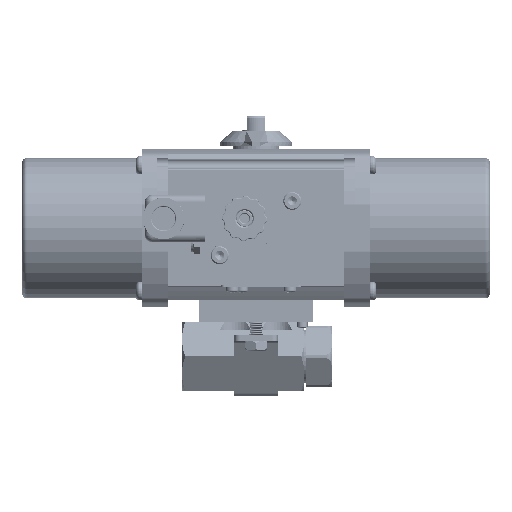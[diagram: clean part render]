
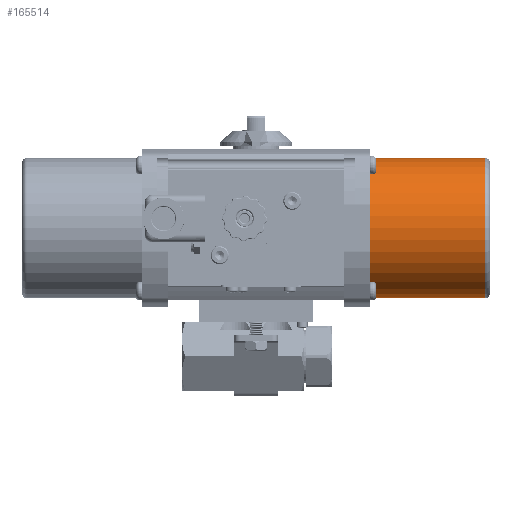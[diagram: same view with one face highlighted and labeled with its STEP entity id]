
A CAD part, top view. The second image highlights one B-rep face of the part: STEP entity #165514.
In plain terms, the highlighted cylindrical face has radius 30.963 mm (diameter 61.925 mm), a partial arc.
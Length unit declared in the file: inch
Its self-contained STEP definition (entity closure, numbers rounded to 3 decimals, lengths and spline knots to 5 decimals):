
#2398 = CARTESIAN_POINT ( 'NONE',  ( 1.8575, 3.4485, 0. ) ) ;
#16112 = DIRECTION ( 'NONE',  ( -1., 0., 0. ) ) ;
#18938 = LINE ( 'NONE', #180245, #58421 ) ;
#25175 = FACE_OUTER_BOUND ( 'NONE', #88197, .T. ) ;
#26952 = CIRCLE ( 'NONE', #118804, 1.219 ) ;
#31160 = AXIS2_PLACEMENT_3D ( 'NONE', #153443, #123450, #168466 ) ;
#34566 = CARTESIAN_POINT ( 'NONE',  ( 3.9725, 3.4485, 0. ) ) ;
#41353 = ORIENTED_EDGE ( 'NONE', *, *, #129371, .T. ) ;
#44301 = VERTEX_POINT ( 'NONE', #34566 ) ;
#46132 = DIRECTION ( 'NONE',  ( 1., 0., 0. ) ) ;
#46658 = VERTEX_POINT ( 'NONE', #2398 ) ;
#48458 = VECTOR ( 'NONE', #176260, 39.37008 ) ;
#58421 = VECTOR ( 'NONE', #16112, 39.37008 ) ;
#62437 = CARTESIAN_POINT ( 'NONE',  ( 1.8575, 1.0105, 0. ) ) ;
#71281 = CARTESIAN_POINT ( 'NONE',  ( 1.7145, 3.4485, 0. ) ) ;
#72286 = DIRECTION ( 'NONE',  ( -1., 0., 0. ) ) ;
#84264 = CARTESIAN_POINT ( 'NONE',  ( 3.9725, 1.0105, 0. ) ) ;
#88197 = EDGE_LOOP ( 'NONE', ( #140946, #95968, #41353, #129898 ) ) ;
#94862 = EDGE_CURVE ( 'NONE', #46658, #166646, #26952, .T. ) ;
#95968 = ORIENTED_EDGE ( 'NONE', *, *, #104794, .T. ) ;
#99589 = CYLINDRICAL_SURFACE ( 'NONE', #31160, 1.219 ) ;
#104794 = EDGE_CURVE ( 'NONE', #161456, #44301, #162087, .T. ) ;
#118804 = AXIS2_PLACEMENT_3D ( 'NONE', #135341, #46132, #150316 ) ;
#123450 = DIRECTION ( 'NONE',  ( -1., 0., 0. ) ) ;
#127641 = LINE ( 'NONE', #71281, #48458 ) ;
#129371 = EDGE_CURVE ( 'NONE', #44301, #46658, #127641, .T. ) ;
#129898 = ORIENTED_EDGE ( 'NONE', *, *, #94862, .T. ) ;
#135341 = CARTESIAN_POINT ( 'NONE',  ( 1.8575, 2.2295, 0. ) ) ;
#140946 = ORIENTED_EDGE ( 'NONE', *, *, #143132, .F. ) ;
#143132 = EDGE_CURVE ( 'NONE', #161456, #166646, #18938, .T. ) ;
#150316 = DIRECTION ( 'NONE',  ( 0., -1., 0. ) ) ;
#153443 = CARTESIAN_POINT ( 'NONE',  ( 1.7145, 2.2295, 0. ) ) ;
#161456 = VERTEX_POINT ( 'NONE', #84264 ) ;
#161550 = CARTESIAN_POINT ( 'NONE',  ( 3.9725, 2.2295, 0. ) ) ;
#162087 = CIRCLE ( 'NONE', #180254, 1.219 ) ;
#165514 = ADVANCED_FACE ( 'NONE', ( #25175 ), #99589, .T. ) ;
#166646 = VERTEX_POINT ( 'NONE', #62437 ) ;
#168466 = DIRECTION ( 'NONE',  ( 0., 1., 0. ) ) ;
#176260 = DIRECTION ( 'NONE',  ( -1., 0., 0. ) ) ;
#176596 = DIRECTION ( 'NONE',  ( 0., -1., 0. ) ) ;
#180245 = CARTESIAN_POINT ( 'NONE',  ( 1.7145, 1.0105, 0. ) ) ;
#180254 = AXIS2_PLACEMENT_3D ( 'NONE', #161550, #72286, #176596 ) ;
